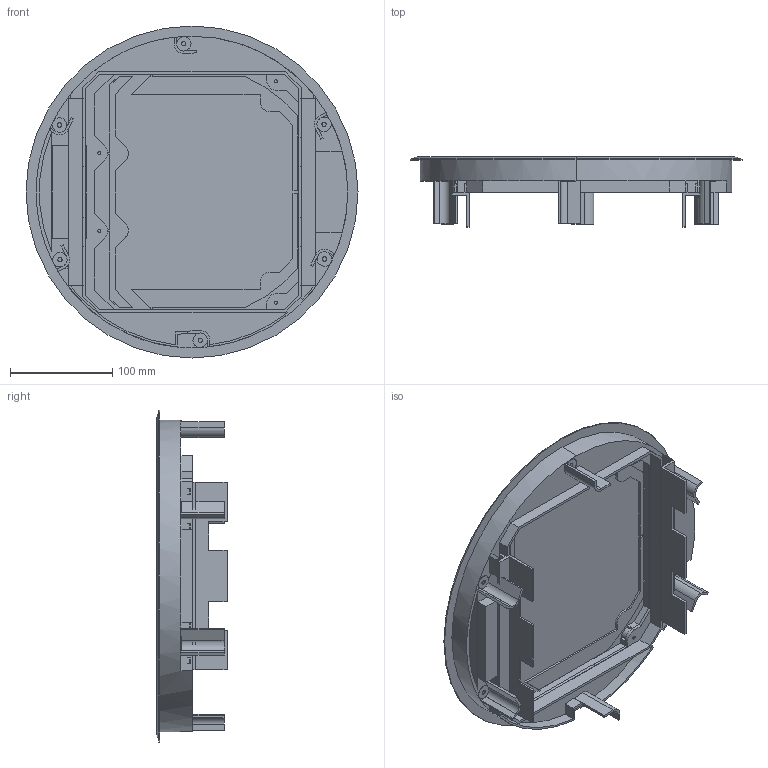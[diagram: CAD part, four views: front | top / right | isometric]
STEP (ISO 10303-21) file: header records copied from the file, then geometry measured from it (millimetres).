
FILE_DESCRIPTION (( 'STEP AP214' ), '1' );
FILE_NAME ('7405466_KSTP1.stp', '2016-05-03T13:06:38', ( '' ), ( '' ), 'SwSTEP 2.0', 'SolidWorks 2014', '' );
FILE_SCHEMA (( 'AUTOMOTIVE_DESIGN' ));
Length unit declared in the file: inch
Products named in the file (8): 7405466_KSTP1; 034822_Standard; 031560_Standard; 034826_Standard; 034820_Standard; 034828_Standard; 015865_Standard; 015920_Standard
Assembly tree (8 placements, depth 2):
  7405466_KSTP1
    015920_Standard
    015865_Standard  x2
    034828_Standard
    034820_Standard
    034826_Standard
    031560_Standard
    034822_Standard
Bounding box: 324 x 68.5 x 324 mm (x, y, z)
Volume: 824255.7 mm3; surface area: 580348.8 mm2
Topology: 8 solids, 8 shells, 681 faces, 1864 edges, 1234 vertices
Faces by surface type: plane 538, cylinder 130, bspline 7, cone 6
Entity records: 27542 total; most frequent: CARTESIAN_POINT 4741, ORIENTED_EDGE 3218, DIRECTION 2860, EDGE_CURVE 1609, LINE 1290, VECTOR 1290, VERTEX_POINT 1064, AXIS2_PLACEMENT_3D 785
